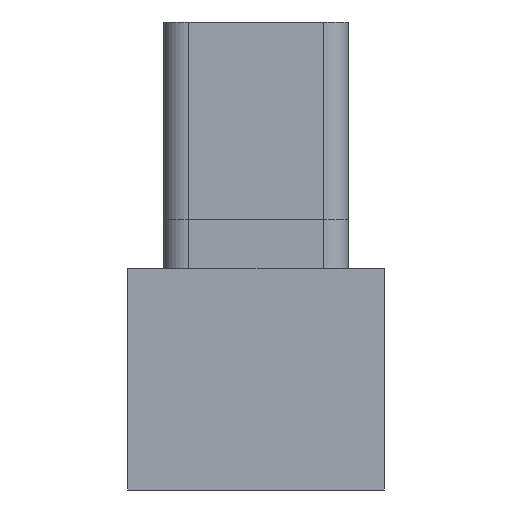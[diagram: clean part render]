
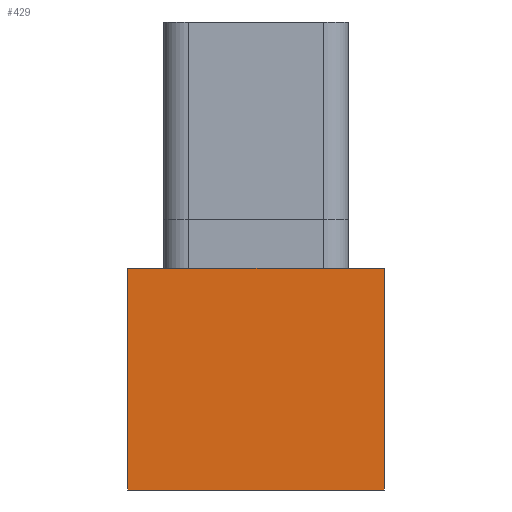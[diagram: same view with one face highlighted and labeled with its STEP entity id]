
A CAD part, left-side view. The second image highlights one B-rep face of the part: STEP entity #429.
In plain terms, the highlighted planar face has unit normal (-1, 0, 0).
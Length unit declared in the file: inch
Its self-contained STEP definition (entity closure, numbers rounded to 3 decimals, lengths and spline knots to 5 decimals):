
#25=PLANE('',#477);
#46=FACE_OUTER_BOUND('',#71,.T.);
#71=EDGE_LOOP('',(#338,#339,#340,#341));
#108=LINE('',#691,#152);
#109=LINE('',#694,#153);
#110=LINE('',#696,#154);
#111=LINE('',#697,#155);
#152=VECTOR('',#561,0.3937);
#153=VECTOR('',#564,0.3937);
#154=VECTOR('',#565,0.3937);
#155=VECTOR('',#566,0.3937);
#210=VERTEX_POINT('',#687);
#211=VERTEX_POINT('',#689);
#212=VERTEX_POINT('',#693);
#213=VERTEX_POINT('',#695);
#260=EDGE_CURVE('',#210,#211,#108,.T.);
#261=EDGE_CURVE('',#210,#212,#109,.T.);
#262=EDGE_CURVE('',#213,#211,#110,.T.);
#263=EDGE_CURVE('',#212,#213,#111,.T.);
#338=ORIENTED_EDGE('',*,*,#261,.F.);
#339=ORIENTED_EDGE('',*,*,#260,.T.);
#340=ORIENTED_EDGE('',*,*,#262,.F.);
#341=ORIENTED_EDGE('',*,*,#263,.F.);
#429=ADVANCED_FACE('',(#46),#25,.T.);
#477=AXIS2_PLACEMENT_3D('',#692,#562,#563);
#561=DIRECTION('',(0.,0.,-1.));
#562=DIRECTION('center_axis',(-1.,0.,0.));
#563=DIRECTION('ref_axis',(0.,1.,0.));
#564=DIRECTION('',(0.,-1.,0.));
#565=DIRECTION('',(0.,1.,0.));
#566=DIRECTION('',(0.,0.,-1.));
#687=CARTESIAN_POINT('',(-1.1,0.52,0.));
#689=CARTESIAN_POINT('',(-1.1,0.52,-0.45));
#691=CARTESIAN_POINT('',(-1.1,0.52,0.));
#692=CARTESIAN_POINT('Origin',(-1.1,0.,0.));
#693=CARTESIAN_POINT('',(-1.1,0.,0.));
#694=CARTESIAN_POINT('',(-1.1,0.52,0.));
#695=CARTESIAN_POINT('',(-1.1,0.,-0.45));
#696=CARTESIAN_POINT('',(-1.1,0.52,-0.45));
#697=CARTESIAN_POINT('',(-1.1,0.,0.));
